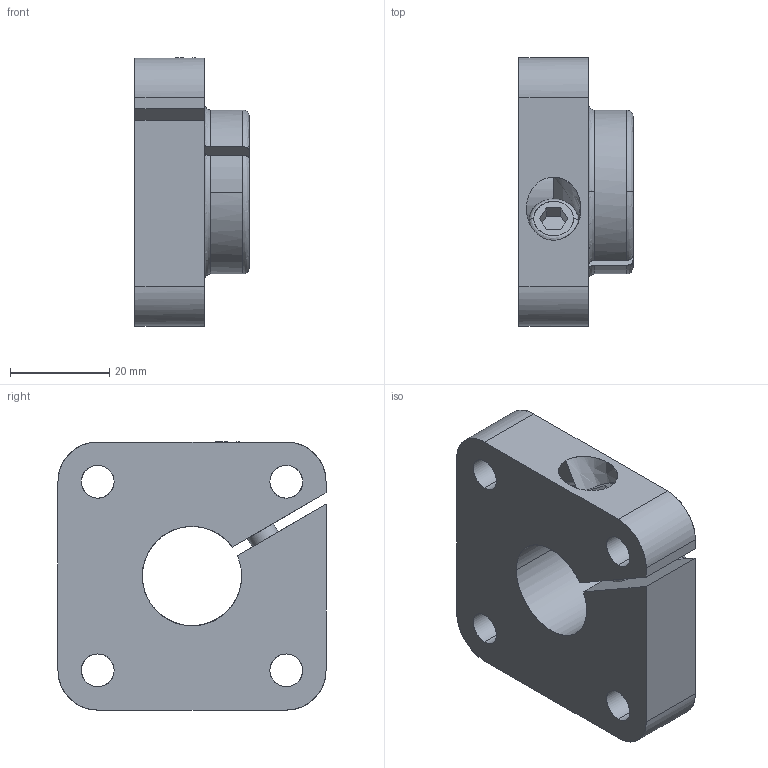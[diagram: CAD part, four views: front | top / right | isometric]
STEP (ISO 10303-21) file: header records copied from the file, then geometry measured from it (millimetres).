
FILE_DESCRIPTION ((), '1');
FILE_NAME ('FH56-020.stp', '2019-01-17T15:13:08', ('Unknown'), ('Unknown'), 'HarmonyWare STEP v2.0.5', 'Vectorworks', '');
FILE_SCHEMA (('CONFIG_CONTROL_DESIGN'));
Length unit declared in the file: millimetre
Products named in the file (51): NONE
Assembly tree (50 placements, depth 2):
  NONE
    NONE
    NONE
    NONE
    NONE
    NONE
    NONE
    NONE
    NONE
    NONE
    NONE
    NONE
    NONE
    NONE
    NONE
    NONE
    NONE
    NONE
    NONE
    NONE
    NONE
    NONE
    NONE
    NONE
    NONE
    NONE
    NONE
    NONE
    NONE
    NONE
    NONE
    NONE
    NONE
    NONE
    NONE
    NONE
    NONE
    NONE
    NONE
    NONE
    NONE
    NONE
    NONE
    NONE
    NONE
    NONE
    NONE
    NONE
    NONE
    NONE
    NONE
Bounding box: 23 x 54 x 54.02 mm (x, y, z)
Surface area: 11982.8 mm2 (no closed solid volume)
Topology: 0 solids, 50 shells, 50 faces, 261 edges, 261 vertices
Faces by surface type: bspline 50
Entity records: 10463 total; most frequent: CARTESIAN_POINT 2706, PERSON 508, ORGANIZATION 508, PERSON_AND_ORGANIZATION 508, CALENDAR_DATE 355, COORDINATED_UNIVERSAL_TIME_OFFSET 355, LOCAL_TIME 355, DATE_AND_TIME 355
